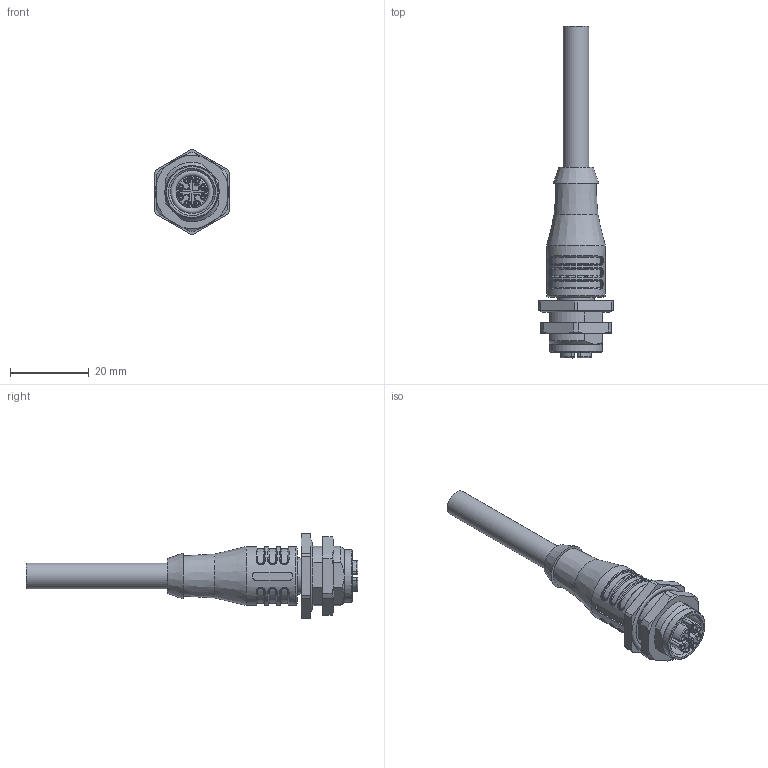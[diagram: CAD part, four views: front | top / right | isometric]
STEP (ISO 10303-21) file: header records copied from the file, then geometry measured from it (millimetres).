
FILE_DESCRIPTION(/* description */ (''),/* implementation_level */ '2;1');
FILE_NAME(/* name */ 'RA-FKFDSX8-L_S5006.stp',/* time_stamp */ '2017-09-01T14:47:19+02:00',/* author */ (''),/* organization */ (''),/* preprocessor_version */ 'ST-DEVELOPER v16',/* originating_system */ 'SIEMENS PLM Software NX 10.0',/* authorisation */ '');
FILE_SCHEMA (('AUTOMOTIVE_DESIGN { 1 0 10303 214 3 1 1 1 }'));
Length unit declared in the file: millimetre
Products named in the file (1): RA-FKFDSX8-L_S5006_stp
Bounding box: 19.03 x 84.5 x 21.5 mm (x, y, z)
Volume: 8063.3 mm3; surface area: 4715 mm2
Topology: 1 solids, 1 shells, 347 faces, 854 edges, 532 vertices
Faces by surface type: cylinder 135, plane 120, torus 39, bspline 37, cone 16
Full cylindrical faces by diameter (mm): 0.725 x8, 1.3 x8, 6.6 x1, 9.4 x1, 10.92 x1, 13.4 x1, 15 x1, 15.6 x1
Entity records: 11375 total; most frequent: CARTESIAN_POINT 3473, DIRECTION 1677, ORIENTED_EDGE 1600, EDGE_CURVE 800, AXIS2_PLACEMENT_3D 670, VERTEX_POINT 512, EDGE_LOOP 412, ADVANCED_FACE 347
